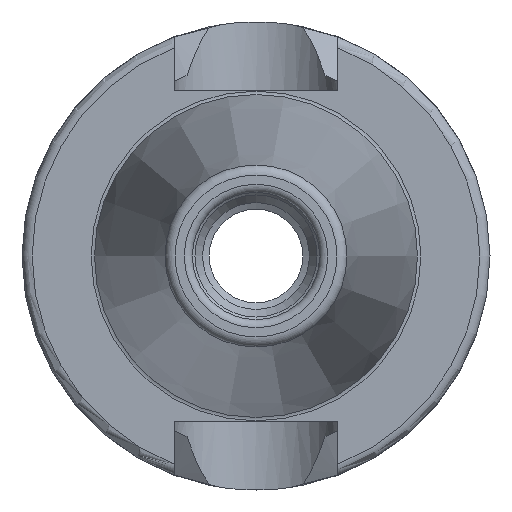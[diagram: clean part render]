
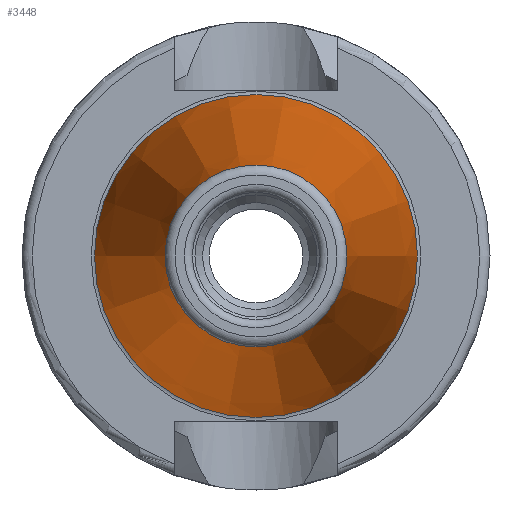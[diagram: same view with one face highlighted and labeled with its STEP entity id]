
A CAD part, left-side view. The second image highlights one B-rep face of the part: STEP entity #3448.
In plain terms, the highlighted conical face has half-angle 8.297 degrees and reference radius 12.408 mm.
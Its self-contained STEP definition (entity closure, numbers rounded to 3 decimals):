
#3414=CARTESIAN_POINT('',(-47.544,8.941,0.0));
#3415=VERTEX_POINT('',#3414);
#3416=CARTESIAN_POINT('',(-47.544,0.0,0.0));
#3417=DIRECTION('',(1.0,0.0,0.0));
#3418=DIRECTION('',(0.0,1.0,0.0));
#3419=AXIS2_PLACEMENT_3D('',#3416,#3417,#3418);
#3420=CIRCLE('',#3419,8.941);
#3421=EDGE_CURVE('',#3415,#3415,#3420,.T.);
#3429=CARTESIAN_POINT('',(-23.772,0.0,0.0));
#3430=DIRECTION('',(1.0,0.0,0.0));
#3431=DIRECTION('',(0.0,1.0,0.0));
#3432=AXIS2_PLACEMENT_3D('',#3429,#3430,#3431);
#3433=CONICAL_SURFACE('',#3432,12.408,8.297);
#3434=CARTESIAN_POINT('',(0.0,15.875,0.0));
#3435=VERTEX_POINT('',#3434);
#3436=CARTESIAN_POINT('',(0.0,0.0,0.0));
#3437=DIRECTION('',(1.0,0.0,0.0));
#3438=DIRECTION('',(0.0,1.0,0.0));
#3439=AXIS2_PLACEMENT_3D('',#3436,#3437,#3438);
#3440=CIRCLE('',#3439,15.875);
#3441=EDGE_CURVE('',#3435,#3435,#3440,.T.);
#3442=ORIENTED_EDGE('',*,*,#3441,.F.);
#3443=EDGE_LOOP('',(#3442));
#3444=FACE_OUTER_BOUND('',#3443,.T.);
#3445=ORIENTED_EDGE('',*,*,#3421,.T.);
#3446=EDGE_LOOP('',(#3445));
#3447=FACE_BOUND('',#3446,.T.);
#3448=ADVANCED_FACE('',(#3444,#3447),#3433,.T.);
